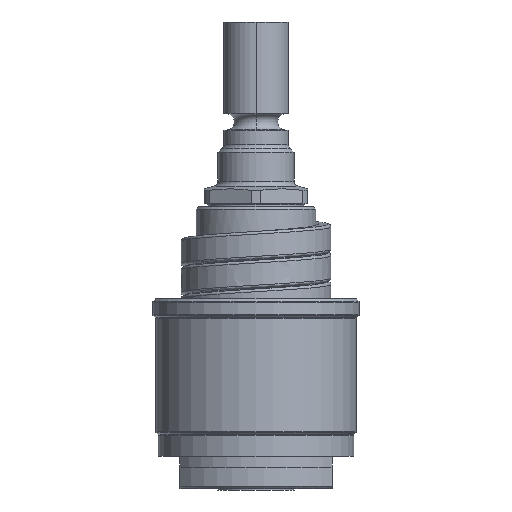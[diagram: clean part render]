
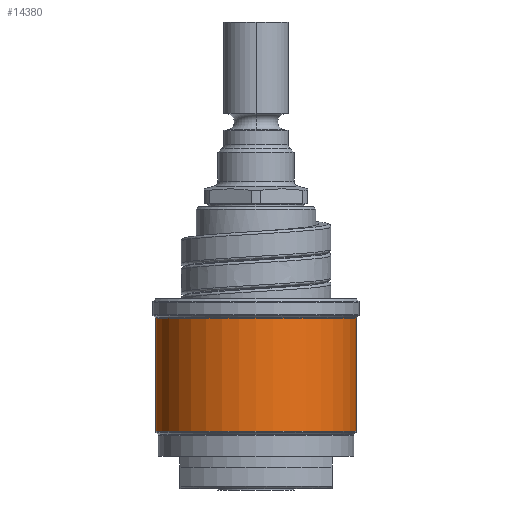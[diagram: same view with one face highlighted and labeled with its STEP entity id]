
A CAD part, front view. The second image highlights one B-rep face of the part: STEP entity #14380.
In plain terms, the highlighted cylindrical face has radius 18.5 mm (diameter 37 mm), a partial arc.
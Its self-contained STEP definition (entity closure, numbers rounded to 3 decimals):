
#5303=CARTESIAN_POINT('',(0.,0.,10.583));
#5304=DIRECTION('',(0.,0.,1.));
#5305=DIRECTION('',(-1.,0.,0.));
#5306=AXIS2_PLACEMENT_3D('',#5303,#5304,#5305);
#5308=DIRECTION('',(0.,0.,-1.));
#5309=VECTOR('',#5308,20.834);
#5310=CARTESIAN_POINT('',(-18.5,0.,31.417));
#5311=LINE('',#5310,#5309);
#5312=CARTESIAN_POINT('',(0.,0.,31.417));
#5313=DIRECTION('',(0.,0.,1.));
#5314=DIRECTION('',(-1.,0.,0.));
#5315=AXIS2_PLACEMENT_3D('',#5312,#5313,#5314);
#5317=DIRECTION('',(0.,0.,-1.));
#5318=VECTOR('',#5317,20.834);
#5319=CARTESIAN_POINT('',(18.5,0.,31.417));
#5320=LINE('',#5319,#5318);
#5655=CARTESIAN_POINT('',(18.5,0.,31.417));
#5656=CARTESIAN_POINT('',(-18.5,0.,31.417));
#5657=VERTEX_POINT('',#5655);
#5658=VERTEX_POINT('',#5656);
#5681=CARTESIAN_POINT('',(18.5,0.,10.583));
#5682=VERTEX_POINT('',#5681);
#5683=CARTESIAN_POINT('',(-18.5,0.,10.583));
#5684=VERTEX_POINT('',#5683);
#14368=CARTESIAN_POINT('',(0.,0.,8.75));
#14369=DIRECTION('',(0.,0.,1.));
#14370=DIRECTION('',(-1.,0.,0.));
#14371=AXIS2_PLACEMENT_3D('',#14368,#14369,#14370);
#14372=CYLINDRICAL_SURFACE('',#14371,18.5);
#14373=ORIENTED_EDGE('',*,*,#11865,.F.);
#14374=ORIENTED_EDGE('',*,*,#11846,.F.);
#14376=ORIENTED_EDGE('',*,*,#14375,.T.);
#14377=ORIENTED_EDGE('',*,*,#11842,.T.);
#14378=EDGE_LOOP('',(#14373,#14374,#14376,#14377));
#14379=FACE_OUTER_BOUND('',#14378,.F.);
#5307=CIRCLE('',#5306,18.5);
#5316=CIRCLE('',#5315,18.5);
#11842=EDGE_CURVE('',#5657,#5682,#5320,.T.);
#11846=EDGE_CURVE('',#5658,#5684,#5311,.T.);
#11865=EDGE_CURVE('',#5684,#5682,#5307,.T.);
#14375=EDGE_CURVE('',#5658,#5657,#5316,.T.);
#14380=ADVANCED_FACE('',(#14379),#14372,.T.);
